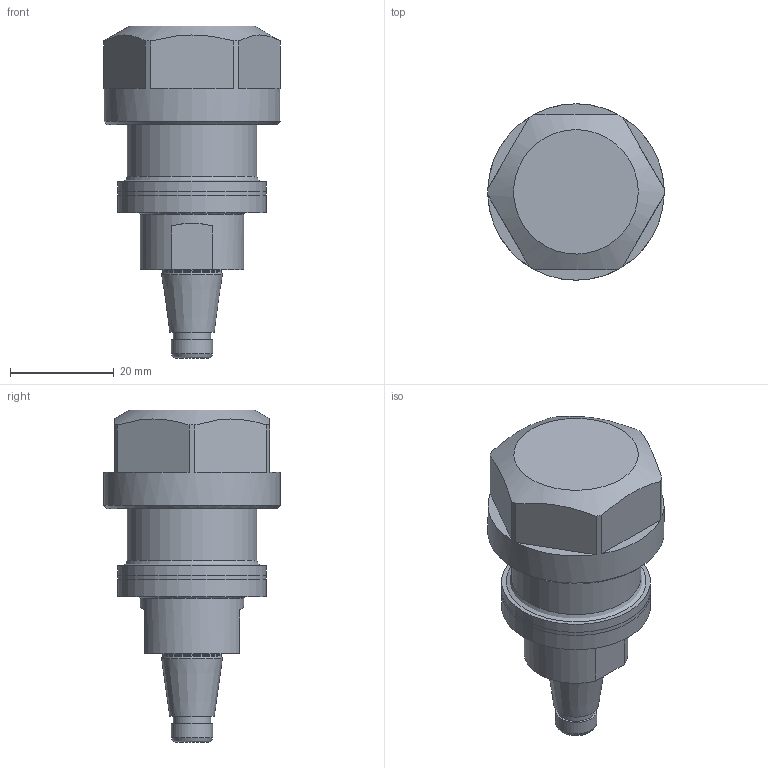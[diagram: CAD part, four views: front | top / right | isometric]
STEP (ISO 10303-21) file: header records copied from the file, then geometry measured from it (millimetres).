
FILE_DESCRIPTION(/* description */ (''),/* implementation_level */ '2;1');
FILE_NAME(/* name */ '10001143119nxv000_00_214.stp',/* time_stamp */ '2023-01-19T10:21:22+01:00',/* author */ (''),/* organization */ (''),/* preprocessor_version */ 'ST-DEVELOPER v18.1',/* originating_system */ 'SIEMENS PLM Software NX 2000',/* authorisation */ '');
FILE_SCHEMA (('AUTOMOTIVE_DESIGN { 1 0 10303 214 3 1 1 1 }'));
Length unit declared in the file: millimetre
Products named in the file (1): 10001143119nxv000_00
Bounding box: 34 x 34 x 64 mm (x, y, z)
Volume: 29212.8 mm3; surface area: 6452.7 mm2
Topology: 1 solids, 1 shells, 43 faces, 636 edges, 1139 vertices
Faces by surface type: plane 22, cylinder 10, torus 7, cone 4
Full cylindrical faces by diameter (mm): 7.2 x1, 8 x1, 11.4 x1, 20 x1, 25 x1, 28.7 x2, 34 x1
Entity records: 6043 total; most frequent: DIRECTION 810, CARTESIAN_POINT 751, STYLED_ITEM 540, PRESENTATION_STYLE_ASSIGNMENT 540, CURVE_STYLE 539, DRAUGHTING_PRE_DEFINED_CURVE_FONT 539, TRIMMED_CURVE 539, LINE 484
